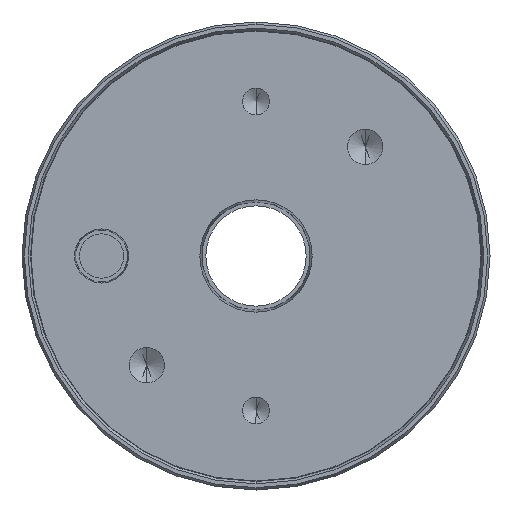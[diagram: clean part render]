
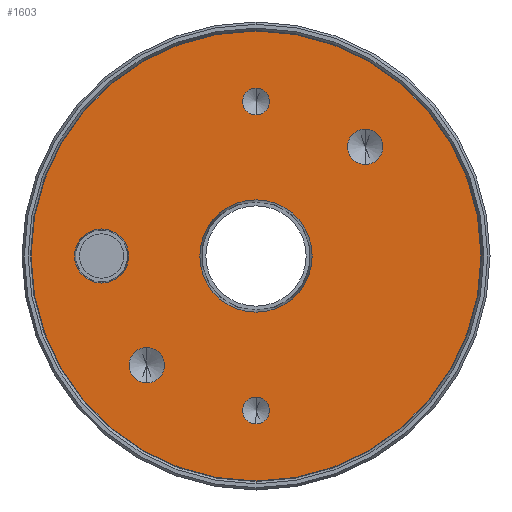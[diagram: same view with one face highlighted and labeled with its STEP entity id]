
A CAD part, front view. The second image highlights one B-rep face of the part: STEP entity #1603.
In plain terms, the highlighted planar face has unit normal (0, -1, 0).
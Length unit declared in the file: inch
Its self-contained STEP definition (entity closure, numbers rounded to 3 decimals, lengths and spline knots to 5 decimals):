
#20 = AXIS2_PLACEMENT_3D ( 'NONE', #1047, #1999, #810 ) ;
#24 = AXIS2_PLACEMENT_3D ( 'NONE', #1595, #380, #632 ) ;
#44 = CARTESIAN_POINT ( 'NONE',  ( -0.81671, 0., -0.68389 ) ) ;
#57 = DIRECTION ( 'NONE',  ( 0., -1., 0. ) ) ;
#68 = CIRCLE ( 'NONE', #1668, 0.2025 ) ;
#75 = DIRECTION ( 'NONE',  ( 0., 1., 0. ) ) ;
#76 = AXIS2_PLACEMENT_3D ( 'NONE', #465, #2876, #203 ) ;
#84 = CARTESIAN_POINT ( 'NONE',  ( 0., 0., 0. ) ) ;
#128 = CIRCLE ( 'NONE', #2677, 0.13281 ) ;
#139 = CIRCLE ( 'NONE', #1883, 1.6825 ) ;
#152 = CARTESIAN_POINT ( 'NONE',  ( -1.155, 0., -0.2025 ) ) ;
#155 = CARTESIAN_POINT ( 'NONE',  ( 0., 0., 0.42 ) ) ;
#167 = CIRCLE ( 'NONE', #1663, 1.6825 ) ;
#192 = DIRECTION ( 'NONE',  ( 0., 0., 1. ) ) ;
#203 = DIRECTION ( 'NONE',  ( 0., 0., 1. ) ) ;
#205 = AXIS2_PLACEMENT_3D ( 'NONE', #909, #439, #192 ) ;
#209 = DIRECTION ( 'NONE',  ( 0., -1., 0. ) ) ;
#230 = AXIS2_PLACEMENT_3D ( 'NONE', #263, #2869, #478 ) ;
#262 = ORIENTED_EDGE ( 'NONE', *, *, #2985, .F. ) ;
#263 = CARTESIAN_POINT ( 'NONE',  ( 0., 0., -1.155 ) ) ;
#280 = DIRECTION ( 'NONE',  ( 0., 0., 1. ) ) ;
#309 = CIRCLE ( 'NONE', #2659, 0.42 ) ;
#371 = EDGE_CURVE ( 'NONE', #2524, #2446, #2834, .T. ) ;
#375 = ORIENTED_EDGE ( 'NONE', *, *, #2211, .F. ) ;
#380 = DIRECTION ( 'NONE',  ( 0., -1., 0. ) ) ;
#436 = ORIENTED_EDGE ( 'NONE', *, *, #371, .F. ) ;
#439 = DIRECTION ( 'NONE',  ( 0., -1., 0. ) ) ;
#454 = CIRCLE ( 'NONE', #20, 0.1005 ) ;
#456 = CARTESIAN_POINT ( 'NONE',  ( 0., 0., 0. ) ) ;
#465 = CARTESIAN_POINT ( 'NONE',  ( 0.81671, 0., 0.81671 ) ) ;
#478 = DIRECTION ( 'NONE',  ( 0., 0., 1. ) ) ;
#486 = FACE_BOUND ( 'NONE', #2637, .T. ) ;
#499 = DIRECTION ( 'NONE',  ( 0., 0., 1. ) ) ;
#500 = DIRECTION ( 'NONE',  ( 0., -1., 0. ) ) ;
#508 = EDGE_LOOP ( 'NONE', ( #1774, #1195 ) ) ;
#533 = CARTESIAN_POINT ( 'NONE',  ( -1.155, 0., 0.2025 ) ) ;
#613 = VERTEX_POINT ( 'NONE', #1449 ) ;
#632 = DIRECTION ( 'NONE',  ( 0., 0., 1. ) ) ;
#667 = EDGE_LOOP ( 'NONE', ( #2929, #2780 ) ) ;
#681 = CIRCLE ( 'NONE', #76, 0.13281 ) ;
#690 = EDGE_CURVE ( 'NONE', #2147, #2289, #1491, .T. ) ;
#749 = DIRECTION ( 'NONE',  ( 0., -1., 0. ) ) ;
#765 = DIRECTION ( 'NONE',  ( 0., 0., -1. ) ) ;
#773 = ORIENTED_EDGE ( 'NONE', *, *, #690, .F. ) ;
#797 = DIRECTION ( 'NONE',  ( 0., -1., 0. ) ) ;
#800 = DIRECTION ( 'NONE',  ( 0., 0., 1. ) ) ;
#810 = DIRECTION ( 'NONE',  ( 0., 0., 1. ) ) ;
#909 = CARTESIAN_POINT ( 'NONE',  ( 0.81671, 0., 0.81671 ) ) ;
#946 = DIRECTION ( 'NONE',  ( 0., 0., 1. ) ) ;
#954 = CARTESIAN_POINT ( 'NONE',  ( 0., 0., 1.0545 ) ) ;
#979 = FACE_OUTER_BOUND ( 'NONE', #2858, .T. ) ;
#990 = PLANE ( 'NONE',  #2726 ) ;
#1026 = EDGE_CURVE ( 'NONE', #1389, #1864, #1685, .T. ) ;
#1034 = DIRECTION ( 'NONE',  ( 0., -1., 0. ) ) ;
#1047 = CARTESIAN_POINT ( 'NONE',  ( 0., 0., 1.155 ) ) ;
#1064 = DIRECTION ( 'NONE',  ( 0., -1., 0. ) ) ;
#1086 = DIRECTION ( 'NONE',  ( 0., 0., 1. ) ) ;
#1107 = EDGE_CURVE ( 'NONE', #1560, #1819, #139, .T. ) ;
#1114 = CARTESIAN_POINT ( 'NONE',  ( -0.81671, 0., -0.81671 ) ) ;
#1121 = CARTESIAN_POINT ( 'NONE',  ( 0., 0., -1.6825 ) ) ;
#1175 = CIRCLE ( 'NONE', #230, 0.1005 ) ;
#1177 = EDGE_CURVE ( 'NONE', #1864, #1389, #1175, .T. ) ;
#1183 = VERTEX_POINT ( 'NONE', #1197 ) ;
#1195 = ORIENTED_EDGE ( 'NONE', *, *, #2114, .F. ) ;
#1197 = CARTESIAN_POINT ( 'NONE',  ( -0.81671, 0., -0.94952 ) ) ;
#1212 = VERTEX_POINT ( 'NONE', #1677 ) ;
#1332 = CARTESIAN_POINT ( 'NONE',  ( 0., 0., 1.6825 ) ) ;
#1369 = DIRECTION ( 'NONE',  ( 0., 0., 1. ) ) ;
#1389 = VERTEX_POINT ( 'NONE', #1551 ) ;
#1393 = FACE_BOUND ( 'NONE', #667, .T. ) ;
#1412 = DIRECTION ( 'NONE',  ( 0., -1., 0. ) ) ;
#1449 = CARTESIAN_POINT ( 'NONE',  ( 0., 0., -0.42 ) ) ;
#1456 = EDGE_CURVE ( 'NONE', #2547, #1183, #2875, .T. ) ;
#1491 = CIRCLE ( 'NONE', #1620, 0.2025 ) ;
#1527 = VERTEX_POINT ( 'NONE', #155 ) ;
#1536 = AXIS2_PLACEMENT_3D ( 'NONE', #2906, #57, #800 ) ;
#1546 = ORIENTED_EDGE ( 'NONE', *, *, #2944, .F. ) ;
#1547 = ORIENTED_EDGE ( 'NONE', *, *, #2610, .F. ) ;
#1551 = CARTESIAN_POINT ( 'NONE',  ( 0., 0., -1.0545 ) ) ;
#1560 = VERTEX_POINT ( 'NONE', #1121 ) ;
#1595 = CARTESIAN_POINT ( 'NONE',  ( -0.81671, 0., -0.81671 ) ) ;
#1601 = ORIENTED_EDGE ( 'NONE', *, *, #1456, .F. ) ;
#1603 = ADVANCED_FACE ( 'NONE', ( #2356, #1890, #1393, #1651, #1943, #486, #979 ), #990, .F. ) ;
#1620 = AXIS2_PLACEMENT_3D ( 'NONE', #2903, #749, #499 ) ;
#1639 = VERTEX_POINT ( 'NONE', #2959 ) ;
#1651 = FACE_BOUND ( 'NONE', #3032, .T. ) ;
#1660 = CIRCLE ( 'NONE', #205, 0.13281 ) ;
#1663 = AXIS2_PLACEMENT_3D ( 'NONE', #2953, #797, #1745 ) ;
#1668 = AXIS2_PLACEMENT_3D ( 'NONE', #2565, #209, #1369 ) ;
#1677 = CARTESIAN_POINT ( 'NONE',  ( 0.81671, 0., 0.68389 ) ) ;
#1685 = CIRCLE ( 'NONE', #1536, 0.1005 ) ;
#1745 = DIRECTION ( 'NONE',  ( 0., 0., 1. ) ) ;
#1774 = ORIENTED_EDGE ( 'NONE', *, *, #2348, .F. ) ;
#1819 = VERTEX_POINT ( 'NONE', #1332 ) ;
#1864 = VERTEX_POINT ( 'NONE', #3087 ) ;
#1877 = AXIS2_PLACEMENT_3D ( 'NONE', #2934, #2693, #2488 ) ;
#1883 = AXIS2_PLACEMENT_3D ( 'NONE', #84, #1034, #1993 ) ;
#1890 = FACE_BOUND ( 'NONE', #508, .T. ) ;
#1926 = ORIENTED_EDGE ( 'NONE', *, *, #1991, .F. ) ;
#1943 = FACE_BOUND ( 'NONE', #1955, .T. ) ;
#1955 = EDGE_LOOP ( 'NONE', ( #773, #1546 ) ) ;
#1991 = EDGE_CURVE ( 'NONE', #1183, #2547, #128, .T. ) ;
#1993 = DIRECTION ( 'NONE',  ( 0., 0., 1. ) ) ;
#1999 = DIRECTION ( 'NONE',  ( 0., -1., 0. ) ) ;
#2114 = EDGE_CURVE ( 'NONE', #1212, #1639, #681, .T. ) ;
#2147 = VERTEX_POINT ( 'NONE', #533 ) ;
#2211 = EDGE_CURVE ( 'NONE', #1527, #613, #309, .T. ) ;
#2214 = ORIENTED_EDGE ( 'NONE', *, *, #2592, .T. ) ;
#2223 = AXIS2_PLACEMENT_3D ( 'NONE', #456, #1412, #946 ) ;
#2289 = VERTEX_POINT ( 'NONE', #152 ) ;
#2345 = EDGE_LOOP ( 'NONE', ( #1601, #1926 ) ) ;
#2348 = EDGE_CURVE ( 'NONE', #1639, #1212, #1660, .T. ) ;
#2356 = FACE_BOUND ( 'NONE', #2345, .T. ) ;
#2407 = CARTESIAN_POINT ( 'NONE',  ( 0., 0., 0. ) ) ;
#2446 = VERTEX_POINT ( 'NONE', #2862 ) ;
#2488 = DIRECTION ( 'NONE',  ( 0., 0., 1. ) ) ;
#2524 = VERTEX_POINT ( 'NONE', #954 ) ;
#2547 = VERTEX_POINT ( 'NONE', #44 ) ;
#2565 = CARTESIAN_POINT ( 'NONE',  ( -1.155, 0., 0. ) ) ;
#2592 = EDGE_CURVE ( 'NONE', #1819, #1560, #167, .T. ) ;
#2610 = EDGE_CURVE ( 'NONE', #2446, #2524, #454, .T. ) ;
#2637 = EDGE_LOOP ( 'NONE', ( #375, #262 ) ) ;
#2654 = CARTESIAN_POINT ( 'NONE',  ( 0., 0., 0. ) ) ;
#2659 = AXIS2_PLACEMENT_3D ( 'NONE', #2654, #500, #280 ) ;
#2677 = AXIS2_PLACEMENT_3D ( 'NONE', #1114, #1064, #1086 ) ;
#2693 = DIRECTION ( 'NONE',  ( 0., -1., 0. ) ) ;
#2726 = AXIS2_PLACEMENT_3D ( 'NONE', #2407, #75, #765 ) ;
#2780 = ORIENTED_EDGE ( 'NONE', *, *, #1177, .F. ) ;
#2834 = CIRCLE ( 'NONE', #1877, 0.1005 ) ;
#2858 = EDGE_LOOP ( 'NONE', ( #2214, #3062 ) ) ;
#2862 = CARTESIAN_POINT ( 'NONE',  ( 0., 0., 1.2555 ) ) ;
#2869 = DIRECTION ( 'NONE',  ( 0., -1., 0. ) ) ;
#2875 = CIRCLE ( 'NONE', #24, 0.13281 ) ;
#2876 = DIRECTION ( 'NONE',  ( 0., -1., 0. ) ) ;
#2903 = CARTESIAN_POINT ( 'NONE',  ( -1.155, 0., 0. ) ) ;
#2906 = CARTESIAN_POINT ( 'NONE',  ( 0., 0., -1.155 ) ) ;
#2929 = ORIENTED_EDGE ( 'NONE', *, *, #1026, .F. ) ;
#2934 = CARTESIAN_POINT ( 'NONE',  ( 0., 0., 1.155 ) ) ;
#2944 = EDGE_CURVE ( 'NONE', #2289, #2147, #68, .T. ) ;
#2953 = CARTESIAN_POINT ( 'NONE',  ( 0., 0., 0. ) ) ;
#2959 = CARTESIAN_POINT ( 'NONE',  ( 0.81671, 0., 0.94952 ) ) ;
#2985 = EDGE_CURVE ( 'NONE', #613, #1527, #3080, .T. ) ;
#3032 = EDGE_LOOP ( 'NONE', ( #1547, #436 ) ) ;
#3062 = ORIENTED_EDGE ( 'NONE', *, *, #1107, .T. ) ;
#3080 = CIRCLE ( 'NONE', #2223, 0.42 ) ;
#3087 = CARTESIAN_POINT ( 'NONE',  ( 0., 0., -1.2555 ) ) ;
